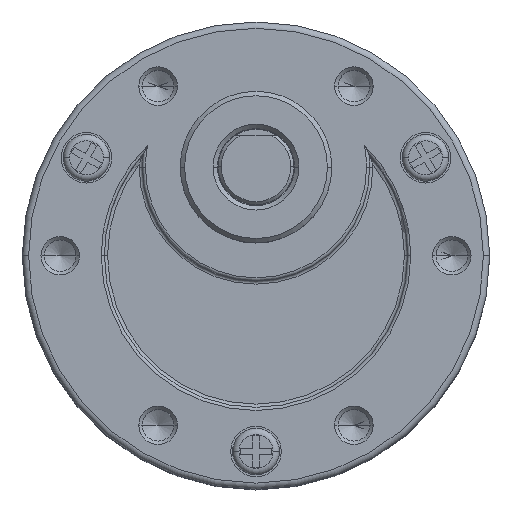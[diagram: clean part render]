
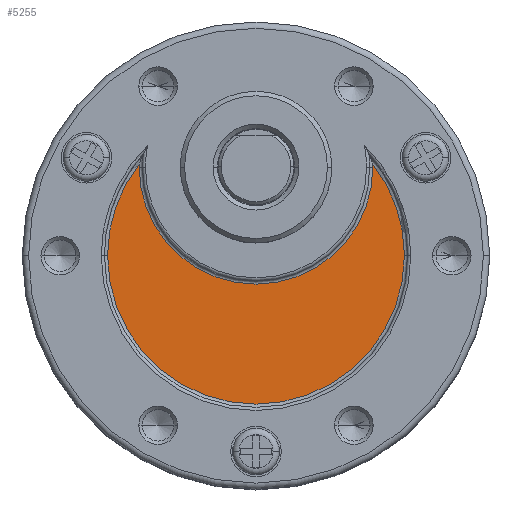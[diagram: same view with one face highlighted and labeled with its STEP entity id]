
A CAD part, top view. The second image highlights one B-rep face of the part: STEP entity #5255.
In plain terms, the highlighted planar face has unit normal (0, 0, 1).
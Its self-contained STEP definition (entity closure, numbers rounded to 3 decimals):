
#31 = CARTESIAN_POINT ( 'NONE',  ( -9.25, 7., -0.5 ) ) ;
#338 = FACE_OUTER_BOUND ( 'NONE', #532, .T. ) ;
#424 = CARTESIAN_POINT ( 'NONE',  ( 0., 7., -0.5 ) ) ;
#532 = EDGE_LOOP ( 'NONE', ( #2703, #5494, #2066, #3668, #864, #2681 ) ) ;
#600 = VERTEX_POINT ( 'NONE', #31 ) ;
#647 = DIRECTION ( 'NONE',  ( 1., 0., 0. ) ) ;
#861 = CIRCLE ( 'NONE', #1327, 11.75 ) ;
#864 = ORIENTED_EDGE ( 'NONE', *, *, #3339, .T. ) ;
#949 = VERTEX_POINT ( 'NONE', #2300 ) ;
#1112 = CARTESIAN_POINT ( 'NONE',  ( 0., 0., -0.5 ) ) ;
#1195 = DIRECTION ( 'NONE',  ( 0., 0., 1. ) ) ;
#1296 = DIRECTION ( 'NONE',  ( 0., 0., -1. ) ) ;
#1327 = AXIS2_PLACEMENT_3D ( 'NONE', #2862, #1195, #3377 ) ;
#1340 = CIRCLE ( 'NONE', #4012, 9.25 ) ;
#1349 = DIRECTION ( 'NONE',  ( 1., 0., 0. ) ) ;
#1519 = AXIS2_PLACEMENT_3D ( 'NONE', #2918, #4624, #5122 ) ;
#1523 = EDGE_CURVE ( 'NONE', #3327, #949, #861, .T. ) ;
#1551 = CARTESIAN_POINT ( 'NONE',  ( -11.75, 0., -0.5 ) ) ;
#1608 = CIRCLE ( 'NONE', #4749, 11.75 ) ;
#1930 = EDGE_CURVE ( 'NONE', #949, #2987, #4991, .T. ) ;
#2020 = DIRECTION ( 'NONE',  ( 0., 0., 1. ) ) ;
#2066 = ORIENTED_EDGE ( 'NONE', *, *, #1930, .T. ) ;
#2300 = CARTESIAN_POINT ( 'NONE',  ( 11.75, 0., -0.5 ) ) ;
#2386 = EDGE_CURVE ( 'NONE', #2987, #3181, #4298, .T. ) ;
#2615 = CARTESIAN_POINT ( 'NONE',  ( 0., 0., -0.5 ) ) ;
#2681 = ORIENTED_EDGE ( 'NONE', *, *, #3039, .T. ) ;
#2703 = ORIENTED_EDGE ( 'NONE', *, *, #3395, .T. ) ;
#2862 = CARTESIAN_POINT ( 'NONE',  ( 0., 0., -0.5 ) ) ;
#2918 = CARTESIAN_POINT ( 'NONE',  ( 0., 7., -0.5 ) ) ;
#2955 = DIRECTION ( 'NONE',  ( 0., 0., -1. ) ) ;
#2987 = VERTEX_POINT ( 'NONE', #4722 ) ;
#3016 = DIRECTION ( 'NONE',  ( 1., 0., 0. ) ) ;
#3039 = EDGE_CURVE ( 'NONE', #600, #3883, #4101, .T. ) ;
#3181 = VERTEX_POINT ( 'NONE', #4822 ) ;
#3327 = VERTEX_POINT ( 'NONE', #1551 ) ;
#3339 = EDGE_CURVE ( 'NONE', #3181, #600, #1340, .T. ) ;
#3377 = DIRECTION ( 'NONE',  ( 1., 0., 0. ) ) ;
#3395 = EDGE_CURVE ( 'NONE', #3883, #3327, #1608, .T. ) ;
#3470 = AXIS2_PLACEMENT_3D ( 'NONE', #1112, #2020, #647 ) ;
#3563 = AXIS2_PLACEMENT_3D ( 'NONE', #424, #1296, #3016 ) ;
#3668 = ORIENTED_EDGE ( 'NONE', *, *, #2386, .T. ) ;
#3684 = AXIS2_PLACEMENT_3D ( 'NONE', #4691, #5157, #4291 ) ;
#3883 = VERTEX_POINT ( 'NONE', #4099 ) ;
#3910 = DIRECTION ( 'NONE',  ( 0., 0., 1. ) ) ;
#4012 = AXIS2_PLACEMENT_3D ( 'NONE', #5064, #2955, #4120 ) ;
#4099 = CARTESIAN_POINT ( 'NONE',  ( -9.247, 7.25, -0.5 ) ) ;
#4101 = CIRCLE ( 'NONE', #3563, 9.25 ) ;
#4120 = DIRECTION ( 'NONE',  ( 1., 0., 0. ) ) ;
#4291 = DIRECTION ( 'NONE',  ( 1., 0., 0. ) ) ;
#4298 = CIRCLE ( 'NONE', #1519, 9.25 ) ;
#4624 = DIRECTION ( 'NONE',  ( 0., 0., -1. ) ) ;
#4691 = CARTESIAN_POINT ( 'NONE',  ( 0., 3.5, -0.5 ) ) ;
#4722 = CARTESIAN_POINT ( 'NONE',  ( 9.247, 7.25, -0.5 ) ) ;
#4749 = AXIS2_PLACEMENT_3D ( 'NONE', #2615, #3910, #1349 ) ;
#4822 = CARTESIAN_POINT ( 'NONE',  ( 9.25, 7., -0.5 ) ) ;
#4991 = CIRCLE ( 'NONE', #3470, 11.75 ) ;
#5064 = CARTESIAN_POINT ( 'NONE',  ( 0., 7., -0.5 ) ) ;
#5122 = DIRECTION ( 'NONE',  ( 1., 0., 0. ) ) ;
#5157 = DIRECTION ( 'NONE',  ( 0., 0., 1. ) ) ;
#5255 = ADVANCED_FACE ( 'NONE', ( #338 ), #5483, .T. ) ;
#5483 = PLANE ( 'NONE',  #3684 ) ;
#5494 = ORIENTED_EDGE ( 'NONE', *, *, #1523, .T. ) ;
